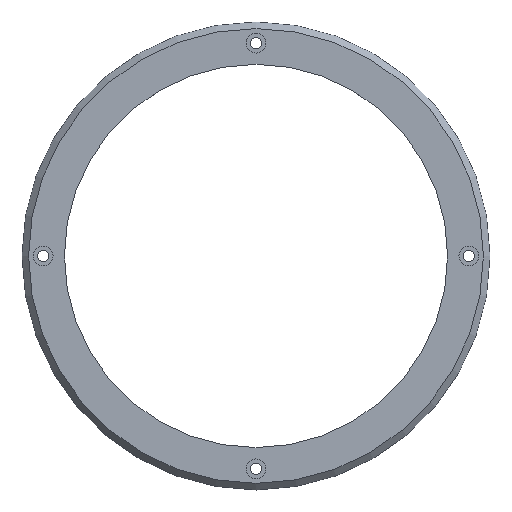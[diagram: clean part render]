
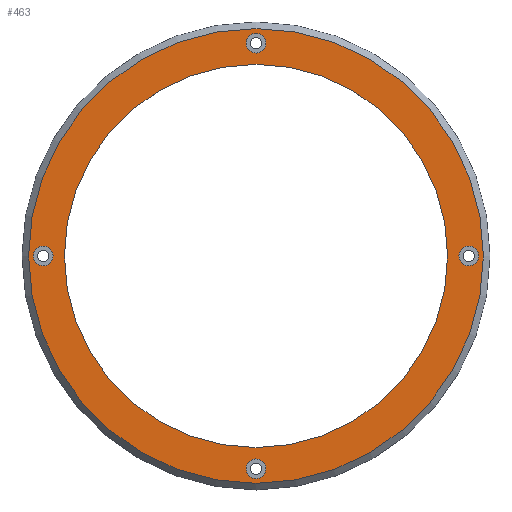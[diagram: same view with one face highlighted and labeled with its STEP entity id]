
A CAD part, top view. The second image highlights one B-rep face of the part: STEP entity #463.
In plain terms, the highlighted planar face has unit normal (0, 0, 1).
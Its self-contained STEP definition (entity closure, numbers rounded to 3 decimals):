
#28=FACE_BOUND('',#105,.T.);
#29=FACE_BOUND('',#106,.T.);
#30=FACE_BOUND('',#107,.T.);
#31=FACE_BOUND('',#108,.T.);
#32=FACE_BOUND('',#109,.T.);
#44=PLANE('',#517);
#74=FACE_OUTER_BOUND('',#104,.T.);
#104=EDGE_LOOP('',(#356));
#105=EDGE_LOOP('',(#357));
#106=EDGE_LOOP('',(#358));
#107=EDGE_LOOP('',(#359));
#108=EDGE_LOOP('',(#360));
#109=EDGE_LOOP('',(#361));
#209=CIRCLE('',#516,68.827);
#210=CIRCLE('',#518,58.);
#211=CIRCLE('',#519,3.);
#212=CIRCLE('',#520,3.);
#213=CIRCLE('',#521,3.);
#214=CIRCLE('',#522,3.);
#245=VERTEX_POINT('',#766);
#246=VERTEX_POINT('',#770);
#247=VERTEX_POINT('',#772);
#248=VERTEX_POINT('',#774);
#249=VERTEX_POINT('',#776);
#250=VERTEX_POINT('',#778);
#287=EDGE_CURVE('',#245,#245,#209,.T.);
#289=EDGE_CURVE('',#246,#246,#210,.F.);
#290=EDGE_CURVE('',#247,#247,#211,.T.);
#291=EDGE_CURVE('',#248,#248,#212,.T.);
#292=EDGE_CURVE('',#249,#249,#213,.T.);
#293=EDGE_CURVE('',#250,#250,#214,.T.);
#356=ORIENTED_EDGE('',*,*,#287,.F.);
#357=ORIENTED_EDGE('',*,*,#289,.F.);
#358=ORIENTED_EDGE('',*,*,#290,.T.);
#359=ORIENTED_EDGE('',*,*,#291,.T.);
#360=ORIENTED_EDGE('',*,*,#292,.T.);
#361=ORIENTED_EDGE('',*,*,#293,.T.);
#463=ADVANCED_FACE('',(#74,#28,#29,#30,#31,#32),#44,.T.);
#516=AXIS2_PLACEMENT_3D('',#767,#605,#606);
#517=AXIS2_PLACEMENT_3D('',#769,#608,#609);
#518=AXIS2_PLACEMENT_3D('',#771,#610,#611);
#519=AXIS2_PLACEMENT_3D('',#773,#612,#613);
#520=AXIS2_PLACEMENT_3D('',#775,#614,#615);
#521=AXIS2_PLACEMENT_3D('',#777,#616,#617);
#522=AXIS2_PLACEMENT_3D('',#779,#618,#619);
#605=DIRECTION('center_axis',(0.,0.,-1.));
#606=DIRECTION('ref_axis',(-1.,0.,0.));
#608=DIRECTION('center_axis',(0.,0.,1.));
#609=DIRECTION('ref_axis',(1.,0.,0.));
#610=DIRECTION('center_axis',(0.,0.,-1.));
#611=DIRECTION('ref_axis',(-1.,0.,0.));
#612=DIRECTION('center_axis',(0.,0.,-1.));
#613=DIRECTION('ref_axis',(-1.,0.,0.));
#614=DIRECTION('center_axis',(0.,0.,-1.));
#615=DIRECTION('ref_axis',(-1.,0.,0.));
#616=DIRECTION('center_axis',(0.,0.,-1.));
#617=DIRECTION('ref_axis',(-1.,0.,0.));
#618=DIRECTION('center_axis',(0.,0.,-1.));
#619=DIRECTION('ref_axis',(-1.,0.,0.));
#766=CARTESIAN_POINT('',(68.827,0.,75.));
#767=CARTESIAN_POINT('Origin',(0.,0.,75.));
#769=CARTESIAN_POINT('Origin',(0.,0.,75.));
#770=CARTESIAN_POINT('',(58.,0.,75.));
#771=CARTESIAN_POINT('Origin',(0.,0.,75.));
#772=CARTESIAN_POINT('',(3.,64.413,75.));
#773=CARTESIAN_POINT('Origin',(0.,64.413,75.));
#774=CARTESIAN_POINT('',(-61.413,0.,75.));
#775=CARTESIAN_POINT('Origin',(-64.413,0.,
75.));
#776=CARTESIAN_POINT('',(67.413,0.,75.));
#777=CARTESIAN_POINT('Origin',(64.413,0.,75.));
#778=CARTESIAN_POINT('',(3.,-64.413,75.));
#779=CARTESIAN_POINT('Origin',(0.,-64.413,
75.));
